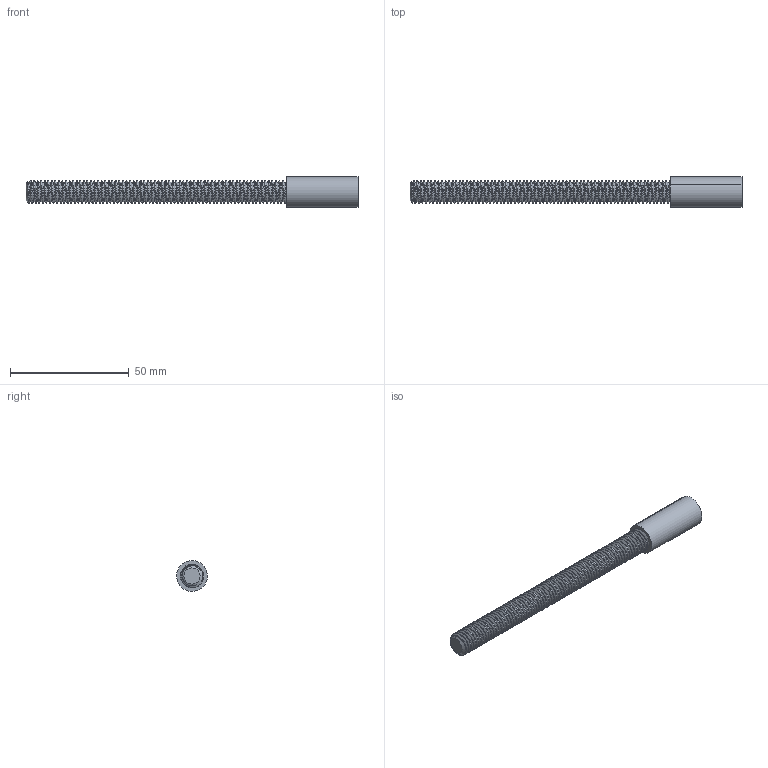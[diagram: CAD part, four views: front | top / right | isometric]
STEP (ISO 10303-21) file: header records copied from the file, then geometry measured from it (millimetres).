
FILE_DESCRIPTION (( 'STEP AP214' ), '1' );
FILE_NAME ('A19_27-M10-par.STEP', '2022-02-10T09:58:58', ( '' ), ( '' ), 'SwSTEP 2.0', 'SolidWorks 2019', '' );
FILE_SCHEMA (( 'AUTOMOTIVE_DESIGN' ));
Length unit declared in the file: millimetre
Products named in the file (3): A19_27-M10.P2-par; A19_27-M10.P1-par_SKRUTKA M10X 80; A19_27-M10-par
Assembly tree (2 placements, depth 2):
  A19_27-M10-par
    A19_27-M10.P1-par_SKRUTKA M10X 80
    A19_27-M10.P2-par
Bounding box: 140 x 12.99 x 12.99 mm (x, y, z)
Volume: 10454.8 mm3; surface area: 8020.7 mm2
Topology: 2 solids, 2 shells, 176 faces, 512 edges, 340 vertices
Faces by surface type: cylinder 164, plane 5, cone 4, bspline 3
Entity records: 16267 total; most frequent: CARTESIAN_POINT 10687, ORIENTED_EDGE 1024, DIRECTION 558, EDGE_CURVE 512, VERTEX_POINT 340, AXIS2_PLACEMENT_3D 193, EDGE_LOOP 178, FACE_OUTER_BOUND 176
